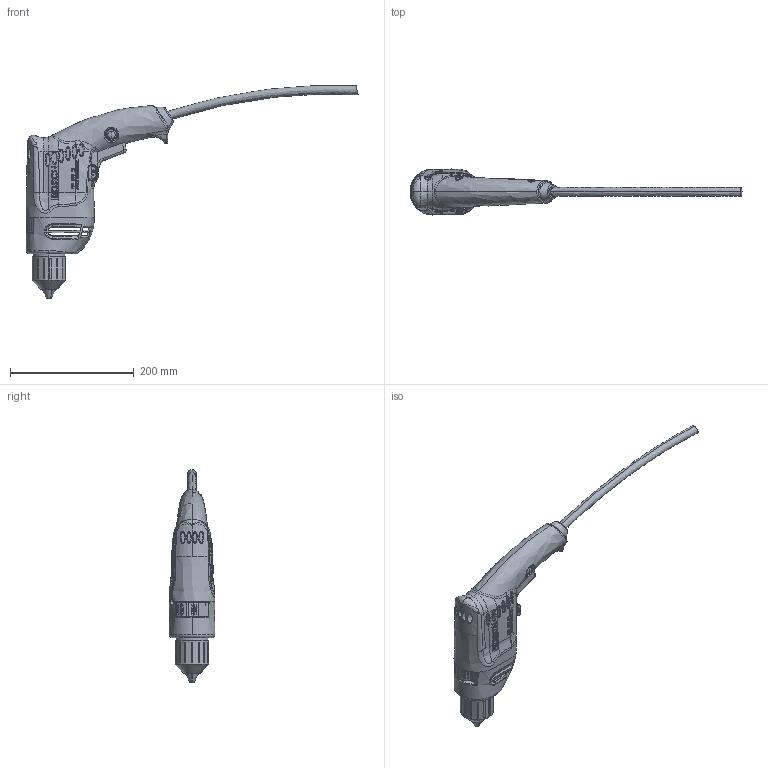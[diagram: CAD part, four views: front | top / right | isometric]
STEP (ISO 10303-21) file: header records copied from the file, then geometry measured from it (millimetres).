
FILE_DESCRIPTION(('FreeCAD Model'),'2;1');
FILE_NAME('Open CASCADE Shape Model','2025-05-01T20:25:18',('FreeCAD'),( 'FreeCAD'),'Open CASCADE STEP processor 7.6','FreeCAD','Unknown');
FILE_SCHEMA(('AUTOMOTIVE_DESIGN { 1 0 10303 214 1 1 1 1 }'));
Products named in the file (1): Open CASCADE STEP translator 7.6 1
Bounding box: 536.24 x 74.18 x 343.34 mm (x, y, z)
Volume: 1393376 mm3; surface area: 143932.8 mm2
Topology: 5 solids, 15 shells, 1338 faces, 3406 edges, 2165 vertices
Faces by surface type: bspline 1338
Entity records: 97961 total; most frequent: CARTESIAN_POINT 78198, ORIENTED_EDGE 6762, EDGE_CURVE 3381, B_SPLINE_CURVE_WITH_KNOTS 2432, VERTEX_POINT 2165, FACE_BOUND 1444, EDGE_LOOP 1444, ADVANCED_FACE 1338
